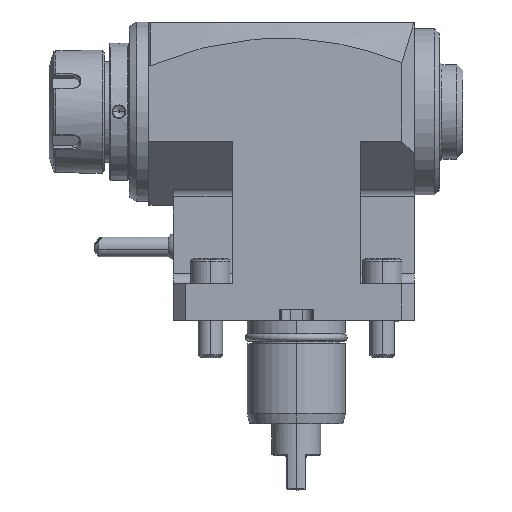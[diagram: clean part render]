
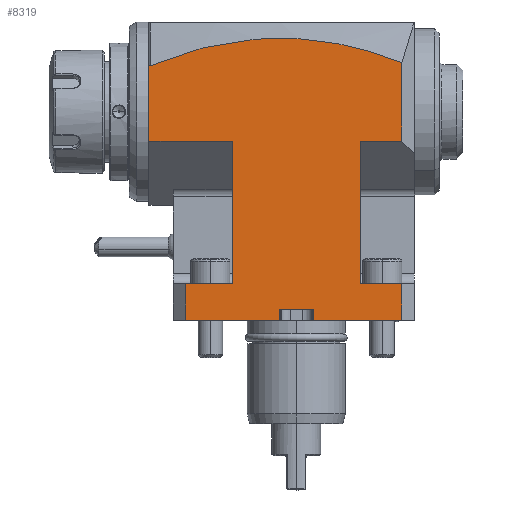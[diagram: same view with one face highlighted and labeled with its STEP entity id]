
A CAD part, top view. The second image highlights one B-rep face of the part: STEP entity #8319.
In plain terms, the highlighted planar face has unit normal (0, 0, 1).
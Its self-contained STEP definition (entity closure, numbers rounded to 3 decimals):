
#1511=DIRECTION('',(0.,1.,0.));
#1512=VECTOR('',#1511,30.687);
#1513=CARTESIAN_POINT('',(0.,73.,40.));
#1514=LINE('',#1513,#1512);
#1931=DIRECTION('',(-1.,0.,0.));
#1932=VECTOR('',#1931,38.);
#1933=CARTESIAN_POINT('',(53.,0.,40.));
#1934=LINE('',#1933,#1932);
#2001=DIRECTION('',(-1.,0.,0.));
#2002=VECTOR('',#2001,36.);
#2003=CARTESIAN_POINT('',(103.,0.,40.));
#2004=LINE('',#2003,#2002);
#2228=DIRECTION('',(1.,0.,0.));
#2229=VECTOR('',#2228,34.);
#2230=CARTESIAN_POINT('',(0.,73.,40.));
#2231=LINE('',#2230,#2229);
#2232=DIRECTION('',(0.,1.,0.));
#2233=VECTOR('',#2232,58.);
#2234=CARTESIAN_POINT('',(86.,15.,40.));
#2235=LINE('',#2234,#2233);
#2236=DIRECTION('',(-1.,0.,0.));
#2237=VECTOR('',#2236,17.);
#2238=CARTESIAN_POINT('',(103.,15.,40.));
#2239=LINE('',#2238,#2237);
#2240=DIRECTION('',(-1.,0.,0.));
#2241=VECTOR('',#2240,19.);
#2242=CARTESIAN_POINT('',(34.,15.,40.));
#2243=LINE('',#2242,#2241);
#2244=DIRECTION('',(0.,1.,0.));
#2245=VECTOR('',#2244,58.);
#2246=CARTESIAN_POINT('',(34.,15.,40.));
#2247=LINE('',#2246,#2245);
#2248=CARTESIAN_POINT('',(0.5,103.687,40.));
#2249=CARTESIAN_POINT('',(17.508,110.957,40.));
#2250=CARTESIAN_POINT('',(51.599,118.434,40.));
#2251=CARTESIAN_POINT('',(85.841,111.859,40.));
#2252=CARTESIAN_POINT('',(103.,104.954,40.));
#2254=DIRECTION('',(0.,-1.,0.));
#2255=VECTOR('',#2254,31.954);
#2256=CARTESIAN_POINT('',(103.,104.954,40.));
#2257=LINE('',#2256,#2255);
#2262=DIRECTION('',(1.,0.,0.));
#2263=VECTOR('',#2262,17.);
#2264=CARTESIAN_POINT('',(86.,73.,40.));
#2265=LINE('',#2264,#2263);
#2275=CARTESIAN_POINT('',(103.,104.954,40.));
#2312=DIRECTION('',(-1.,0.,0.));
#2313=VECTOR('',#2312,0.5);
#2314=CARTESIAN_POINT('',(0.5,103.687,40.));
#2315=LINE('',#2314,#2313);
#2394=DIRECTION('',(0.,1.,0.));
#2395=VECTOR('',#2394,15.);
#2396=CARTESIAN_POINT('',(103.,0.,40.));
#2397=LINE('',#2396,#2395);
#2428=DIRECTION('',(0.,-1.,0.));
#2429=VECTOR('',#2428,4.5);
#2430=CARTESIAN_POINT('',(67.,4.5,40.));
#2431=LINE('',#2430,#2429);
#2524=DIRECTION('',(0.,1.,0.));
#2525=VECTOR('',#2524,4.5);
#2526=CARTESIAN_POINT('',(53.,0.,40.));
#2527=LINE('',#2526,#2525);
#2549=DIRECTION('',(1.,0.,0.));
#2550=VECTOR('',#2549,14.);
#2551=CARTESIAN_POINT('',(53.,4.5,40.));
#2552=LINE('',#2551,#2550);
#2570=DIRECTION('',(0.,-1.,0.));
#2571=VECTOR('',#2570,15.);
#2572=CARTESIAN_POINT('',(15.,15.,40.));
#2573=LINE('',#2572,#2571);
#4372=CARTESIAN_POINT('',(67.,4.5,40.));
#4374=VERTEX_POINT('',#4372);
#4381=VERTEX_POINT('',#2275);
#4397=CARTESIAN_POINT('',(103.,73.,40.));
#4398=VERTEX_POINT('',#4397);
#4483=CARTESIAN_POINT('',(53.,4.5,40.));
#4484=VERTEX_POINT('',#4483);
#4843=CARTESIAN_POINT('',(103.,0.,40.));
#4845=VERTEX_POINT('',#4843);
#4865=CARTESIAN_POINT('',(15.,0.,40.));
#4867=VERTEX_POINT('',#4865);
#4874=CARTESIAN_POINT('',(34.,15.,40.));
#4875=CARTESIAN_POINT('',(15.,15.,40.));
#4876=VERTEX_POINT('',#4874);
#4877=VERTEX_POINT('',#4875);
#4878=CARTESIAN_POINT('',(0.,73.,40.));
#4879=CARTESIAN_POINT('',(0.,103.687,40.));
#4880=VERTEX_POINT('',#4878);
#4881=VERTEX_POINT('',#4879);
#4886=CARTESIAN_POINT('',(67.,0.,40.));
#4887=VERTEX_POINT('',#4886);
#4896=CARTESIAN_POINT('',(53.,0.,40.));
#4897=VERTEX_POINT('',#4896);
#4922=CARTESIAN_POINT('',(103.,15.,40.));
#4923=CARTESIAN_POINT('',(86.,15.,40.));
#4924=VERTEX_POINT('',#4922);
#4925=VERTEX_POINT('',#4923);
#5099=CARTESIAN_POINT('',(0.5,103.687,40.));
#5101=VERTEX_POINT('',#5099);
#5217=CARTESIAN_POINT('',(86.,73.,40.));
#5218=VERTEX_POINT('',#5217);
#5225=CARTESIAN_POINT('',(34.,73.,40.));
#5226=VERTEX_POINT('',#5225);
#8282=CARTESIAN_POINT('',(0.,121.5,40.));
#8283=DIRECTION('',(0.,0.,1.));
#8284=DIRECTION('',(0.,-1.,0.));
#8285=AXIS2_PLACEMENT_3D('',#8282,#8283,#8284);
#8286=PLANE('',#8285);
#8288=ORIENTED_EDGE('',*,*,#8287,.F.);
#8290=ORIENTED_EDGE('',*,*,#8289,.F.);
#8292=ORIENTED_EDGE('',*,*,#8291,.F.);
#8294=ORIENTED_EDGE('',*,*,#8293,.F.);
#8295=ORIENTED_EDGE('',*,*,#8068,.T.);
#8297=ORIENTED_EDGE('',*,*,#8296,.F.);
#8299=ORIENTED_EDGE('',*,*,#8298,.F.);
#8301=ORIENTED_EDGE('',*,*,#8300,.F.);
#8302=ORIENTED_EDGE('',*,*,#8036,.T.);
#8304=ORIENTED_EDGE('',*,*,#8303,.F.);
#8306=ORIENTED_EDGE('',*,*,#8305,.F.);
#8308=ORIENTED_EDGE('',*,*,#8307,.T.);
#8309=ORIENTED_EDGE('',*,*,#8271,.F.);
#8310=ORIENTED_EDGE('',*,*,#7545,.T.);
#8312=ORIENTED_EDGE('',*,*,#8311,.F.);
#8314=ORIENTED_EDGE('',*,*,#8313,.T.);
#8316=ORIENTED_EDGE('',*,*,#8315,.T.);
#8317=EDGE_LOOP('',(#8288,#8290,#8292,#8294,#8295,#8297,#8299,#8301,#8302,#8304,
#8306,#8308,#8309,#8310,#8312,#8314,#8316));
#8318=FACE_OUTER_BOUND('',#8317,.F.);
#2253=B_SPLINE_CURVE_WITH_KNOTS('',3,(#2248,#2249,#2250,#2251,#2252),
.UNSPECIFIED.,.F.,.F.,(4,1,4),(0.,0.5,1.),.UNSPECIFIED.);
#7545=EDGE_CURVE('',#4880,#4881,#1514,.T.);
#8036=EDGE_CURVE('',#4897,#4867,#1934,.T.);
#8068=EDGE_CURVE('',#4845,#4887,#2004,.T.);
#8271=EDGE_CURVE('',#4880,#5226,#2231,.T.);
#8287=EDGE_CURVE('',#5218,#4398,#2265,.T.);
#8289=EDGE_CURVE('',#4925,#5218,#2235,.T.);
#8291=EDGE_CURVE('',#4924,#4925,#2239,.T.);
#8293=EDGE_CURVE('',#4845,#4924,#2397,.T.);
#8296=EDGE_CURVE('',#4374,#4887,#2431,.T.);
#8298=EDGE_CURVE('',#4484,#4374,#2552,.T.);
#8300=EDGE_CURVE('',#4897,#4484,#2527,.T.);
#8303=EDGE_CURVE('',#4877,#4867,#2573,.T.);
#8305=EDGE_CURVE('',#4876,#4877,#2243,.T.);
#8307=EDGE_CURVE('',#4876,#5226,#2247,.T.);
#8311=EDGE_CURVE('',#5101,#4881,#2315,.T.);
#8313=EDGE_CURVE('',#5101,#4381,#2253,.T.);
#8315=EDGE_CURVE('',#4381,#4398,#2257,.T.);
#8319=ADVANCED_FACE('',(#8318),#8286,.T.);
